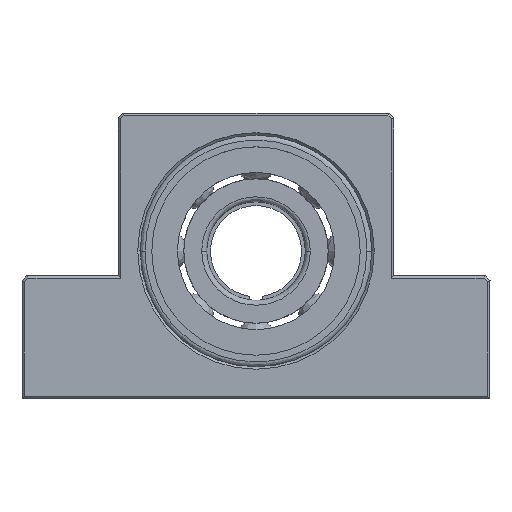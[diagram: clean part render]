
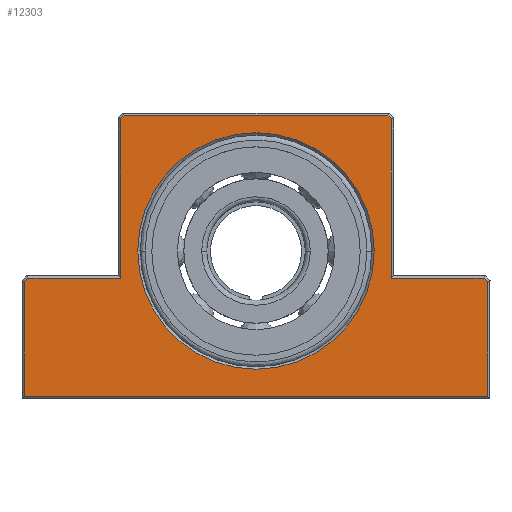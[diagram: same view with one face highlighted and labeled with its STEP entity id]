
A CAD part, top view. The second image highlights one B-rep face of the part: STEP entity #12303.
In plain terms, the highlighted planar face has unit normal (0, 0, 1).
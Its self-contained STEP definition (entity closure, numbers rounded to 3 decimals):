
#197 = LINE ( 'NONE', #14029, #17729 ) ;
#337 = DIRECTION ( 'NONE',  ( -0.707, 0.707, 0. ) ) ;
#434 = ORIENTED_EDGE ( 'NONE', *, *, #12226, .F. ) ;
#451 = EDGE_LOOP ( 'NONE', ( #434, #22927 ) ) ;
#768 = CARTESIAN_POINT ( 'NONE',  ( 15.058, -34.092, 13. ) ) ;
#787 = LINE ( 'NONE', #15312, #23869 ) ;
#1455 = DIRECTION ( 'NONE',  ( 0., 0., 1. ) ) ;
#1613 = CIRCLE ( 'NONE', #22179, 24. ) ;
#1699 = VERTEX_POINT ( 'NONE', #22318 ) ;
#2725 = VERTEX_POINT ( 'NONE', #4531 ) ;
#2729 = PLANE ( 'NONE',  #12942 ) ;
#3048 = VERTEX_POINT ( 'NONE', #26620 ) ;
#3140 = VERTEX_POINT ( 'NONE', #10326 ) ;
#3278 = CARTESIAN_POINT ( 'NONE',  ( -12.442, -5.592, 13. ) ) ;
#3353 = CARTESIAN_POINT ( 'NONE',  ( -31.235, -10.092, 13. ) ) ;
#3593 = VERTEX_POINT ( 'NONE', #18754 ) ;
#3631 = VERTEX_POINT ( 'NONE', #28162 ) ;
#4095 = VERTEX_POINT ( 'NONE', #21576 ) ;
#4531 = CARTESIAN_POINT ( 'NONE',  ( 39.058, -4.592, 13. ) ) ;
#4670 = CARTESIAN_POINT ( 'NONE',  ( 42.558, 22.201, 13. ) ) ;
#4756 = DIRECTION ( 'NONE',  ( 0., -1., 0. ) ) ;
#5945 = VECTOR ( 'NONE', #17716, 1000. ) ;
#5995 = VECTOR ( 'NONE', #4756, 1000. ) ;
#6257 = CARTESIAN_POINT ( 'NONE',  ( 15.058, -10.092, 13. ) ) ;
#6761 = CARTESIAN_POINT ( 'NONE',  ( -31.235, -10.092, 13. ) ) ;
#6825 = EDGE_CURVE ( 'NONE', #3631, #6925, #9065, .T. ) ;
#6925 = VERTEX_POINT ( 'NONE', #6761 ) ;
#7012 = ORIENTED_EDGE ( 'NONE', *, *, #25797, .T. ) ;
#7050 = LINE ( 'NONE', #15279, #5945 ) ;
#7533 = EDGE_CURVE ( 'NONE', #3140, #25847, #14949, .T. ) ;
#7658 = DIRECTION ( 'NONE',  ( 0., 0., 1. ) ) ;
#7705 = CARTESIAN_POINT ( 'NONE',  ( -12.442, 22.201, 13. ) ) ;
#8010 = DIRECTION ( 'NONE',  ( 0., -1., 0. ) ) ;
#8445 = LINE ( 'NONE', #3353, #24898 ) ;
#9065 = LINE ( 'NONE', #6257, #16700 ) ;
#9203 = CARTESIAN_POINT ( 'NONE',  ( 61.351, -10.092, 13. ) ) ;
#9223 = VECTOR ( 'NONE', #14961, 1000. ) ;
#9924 = CARTESIAN_POINT ( 'NONE',  ( 42.558, 22.201, 13. ) ) ;
#10001 = ORIENTED_EDGE ( 'NONE', *, *, #26605, .T. ) ;
#10217 = EDGE_CURVE ( 'NONE', #1699, #16586, #7050, .T. ) ;
#10326 = CARTESIAN_POINT ( 'NONE',  ( 62.058, -34.092, 13. ) ) ;
#10367 = ORIENTED_EDGE ( 'NONE', *, *, #11319, .T. ) ;
#10609 = CIRCLE ( 'NONE', #25494, 24. ) ;
#10630 = LINE ( 'NONE', #13684, #17902 ) ;
#11020 = VECTOR ( 'NONE', #17098, 1000. ) ;
#11319 = EDGE_CURVE ( 'NONE', #4095, #20583, #10630, .T. ) ;
#11677 = VECTOR ( 'NONE', #8010, 1000. ) ;
#12053 = FACE_BOUND ( 'NONE', #451, .T. ) ;
#12166 = VECTOR ( 'NONE', #17042, 1000. ) ;
#12226 = EDGE_CURVE ( 'NONE', #2725, #3593, #10609, .T. ) ;
#12303 = ADVANCED_FACE ( 'NONE', ( #12053, #13151 ), #2729, .T. ) ;
#12942 = AXIS2_PLACEMENT_3D ( 'NONE', #16612, #7658, #19054 ) ;
#13017 = EDGE_LOOP ( 'NONE', ( #28679, #20026, #24649, #23406, #26128, #30093, #10001, #23926, #23218, #10367, #7012, #28396 ) ) ;
#13030 = EDGE_CURVE ( 'NONE', #3593, #2725, #1613, .T. ) ;
#13151 = FACE_OUTER_BOUND ( 'NONE', #13017, .T. ) ;
#13376 = EDGE_CURVE ( 'NONE', #16586, #4095, #18016, .T. ) ;
#13584 = LINE ( 'NONE', #768, #11020 ) ;
#13684 = CARTESIAN_POINT ( 'NONE',  ( 15.058, 22.908, 13. ) ) ;
#13969 = LINE ( 'NONE', #17177, #9223 ) ;
#14029 = CARTESIAN_POINT ( 'NONE',  ( 62.058, -10.799, 13. ) ) ;
#14145 = CARTESIAN_POINT ( 'NONE',  ( -31.942, -34.092, 13. ) ) ;
#14949 = LINE ( 'NONE', #28069, #20414 ) ;
#14961 = DIRECTION ( 'NONE',  ( -1., 0., 0. ) ) ;
#15279 = CARTESIAN_POINT ( 'NONE',  ( 42.558, -5.592, 13. ) ) ;
#15312 = CARTESIAN_POINT ( 'NONE',  ( -11.735, 22.908, 13. ) ) ;
#15404 = DIRECTION ( 'NONE',  ( -0.707, -0.707, 0. ) ) ;
#16051 = VERTEX_POINT ( 'NONE', #9203 ) ;
#16586 = VERTEX_POINT ( 'NONE', #4670 ) ;
#16612 = CARTESIAN_POINT ( 'NONE',  ( -31.942, -34.092, 13. ) ) ;
#16700 = VECTOR ( 'NONE', #29872, 1000. ) ;
#17042 = DIRECTION ( 'NONE',  ( -0.707, 0.707, 0. ) ) ;
#17098 = DIRECTION ( 'NONE',  ( 1., 0., 0. ) ) ;
#17177 = CARTESIAN_POINT ( 'NONE',  ( 15.058, -10.092, 13. ) ) ;
#17245 = EDGE_CURVE ( 'NONE', #3048, #20309, #20599, .T. ) ;
#17716 = DIRECTION ( 'NONE',  ( 0., 1., 0. ) ) ;
#17729 = VECTOR ( 'NONE', #337, 1000. ) ;
#17893 = DIRECTION ( 'NONE',  ( 1., 0., 0. ) ) ;
#17902 = VECTOR ( 'NONE', #27588, 1000. ) ;
#18016 = LINE ( 'NONE', #9924, #12166 ) ;
#18750 = DIRECTION ( 'NONE',  ( 0., 1., 0. ) ) ;
#18754 = CARTESIAN_POINT ( 'NONE',  ( -8.942, -4.592, 13. ) ) ;
#19054 = DIRECTION ( 'NONE',  ( 1., 0., 0. ) ) ;
#19119 = EDGE_CURVE ( 'NONE', #20309, #3140, #13584, .T. ) ;
#20026 = ORIENTED_EDGE ( 'NONE', *, *, #27407, .T. ) ;
#20037 = CARTESIAN_POINT ( 'NONE',  ( -11.735, 22.908, 13. ) ) ;
#20309 = VERTEX_POINT ( 'NONE', #14145 ) ;
#20385 = VERTEX_POINT ( 'NONE', #7705 ) ;
#20414 = VECTOR ( 'NONE', #18750, 1000. ) ;
#20583 = VERTEX_POINT ( 'NONE', #20037 ) ;
#20599 = LINE ( 'NONE', #22801, #5995 ) ;
#21012 = DIRECTION ( 'NONE',  ( 1., 0., 0. ) ) ;
#21207 = DIRECTION ( 'NONE',  ( 0., 0., 1. ) ) ;
#21576 = CARTESIAN_POINT ( 'NONE',  ( 41.851, 22.908, 13. ) ) ;
#22178 = CARTESIAN_POINT ( 'NONE',  ( 62.058, -10.799, 13. ) ) ;
#22179 = AXIS2_PLACEMENT_3D ( 'NONE', #25191, #1455, #17893 ) ;
#22318 = CARTESIAN_POINT ( 'NONE',  ( 42.558, -10.092, 13. ) ) ;
#22801 = CARTESIAN_POINT ( 'NONE',  ( -31.942, -5.592, 13. ) ) ;
#22927 = ORIENTED_EDGE ( 'NONE', *, *, #13030, .F. ) ;
#23063 = LINE ( 'NONE', #3278, #11677 ) ;
#23218 = ORIENTED_EDGE ( 'NONE', *, *, #13376, .T. ) ;
#23406 = ORIENTED_EDGE ( 'NONE', *, *, #19119, .T. ) ;
#23869 = VECTOR ( 'NONE', #15404, 1000. ) ;
#23926 = ORIENTED_EDGE ( 'NONE', *, *, #10217, .T. ) ;
#24211 = EDGE_CURVE ( 'NONE', #25847, #16051, #197, .T. ) ;
#24649 = ORIENTED_EDGE ( 'NONE', *, *, #17245, .T. ) ;
#24898 = VECTOR ( 'NONE', #25211, 1000. ) ;
#25191 = CARTESIAN_POINT ( 'NONE',  ( 15.058, -4.592, 13. ) ) ;
#25211 = DIRECTION ( 'NONE',  ( -0.707, -0.707, 0. ) ) ;
#25494 = AXIS2_PLACEMENT_3D ( 'NONE', #30360, #21207, #21012 ) ;
#25797 = EDGE_CURVE ( 'NONE', #20583, #20385, #787, .T. ) ;
#25847 = VERTEX_POINT ( 'NONE', #22178 ) ;
#26128 = ORIENTED_EDGE ( 'NONE', *, *, #7533, .T. ) ;
#26605 = EDGE_CURVE ( 'NONE', #16051, #1699, #13969, .T. ) ;
#26620 = CARTESIAN_POINT ( 'NONE',  ( -31.942, -10.799, 13. ) ) ;
#27407 = EDGE_CURVE ( 'NONE', #6925, #3048, #8445, .T. ) ;
#27588 = DIRECTION ( 'NONE',  ( -1., 0., 0. ) ) ;
#27752 = EDGE_CURVE ( 'NONE', #20385, #3631, #23063, .T. ) ;
#28069 = CARTESIAN_POINT ( 'NONE',  ( 62.058, -5.592, 13. ) ) ;
#28162 = CARTESIAN_POINT ( 'NONE',  ( -12.442, -10.092, 13. ) ) ;
#28396 = ORIENTED_EDGE ( 'NONE', *, *, #27752, .T. ) ;
#28679 = ORIENTED_EDGE ( 'NONE', *, *, #6825, .T. ) ;
#29872 = DIRECTION ( 'NONE',  ( -1., 0., 0. ) ) ;
#30093 = ORIENTED_EDGE ( 'NONE', *, *, #24211, .T. ) ;
#30360 = CARTESIAN_POINT ( 'NONE',  ( 15.058, -4.592, 13. ) ) ;
